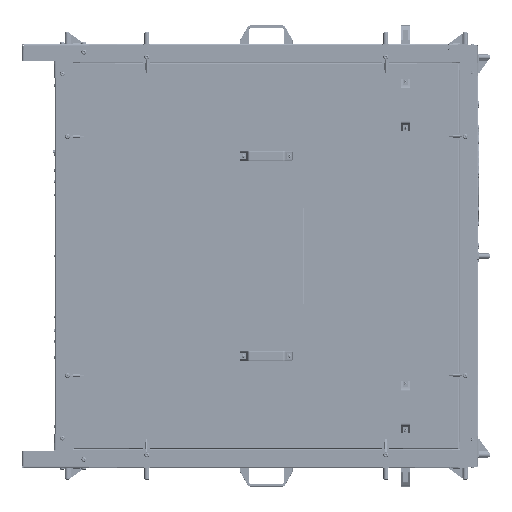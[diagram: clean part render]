
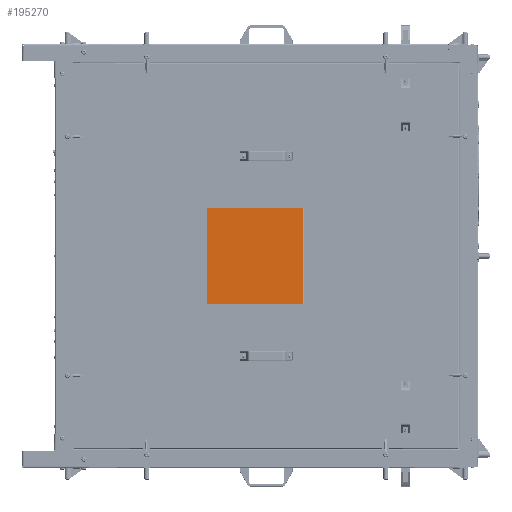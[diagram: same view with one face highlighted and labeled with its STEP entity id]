
A CAD part, left-side view. The second image highlights one B-rep face of the part: STEP entity #195270.
In plain terms, the highlighted planar face has unit normal (-1, 0, 0).
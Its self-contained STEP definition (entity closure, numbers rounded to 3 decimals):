
#8883=PLANE('',#210297);
#19343=FACE_OUTER_BOUND('',#30797,.T.);
#30797=EDGE_LOOP('',(#155563,#155564,#155565,#155566));
#54334=LINE('',#317185,#71298);
#54335=LINE('',#317187,#71299);
#54336=LINE('',#317189,#71300);
#54337=LINE('',#317190,#71301);
#71298=VECTOR('',#251219,10.);
#71299=VECTOR('',#251220,10.);
#71300=VECTOR('',#251221,10.);
#71301=VECTOR('',#251222,10.);
#88142=VERTEX_POINT('',#317183);
#88143=VERTEX_POINT('',#317184);
#88144=VERTEX_POINT('',#317186);
#88145=VERTEX_POINT('',#317188);
#111859=EDGE_CURVE('',#88142,#88143,#54334,.T.);
#111860=EDGE_CURVE('',#88143,#88144,#54335,.T.);
#111861=EDGE_CURVE('',#88144,#88145,#54336,.T.);
#111862=EDGE_CURVE('',#88142,#88145,#54337,.T.);
#155563=ORIENTED_EDGE('',*,*,#111859,.T.);
#155564=ORIENTED_EDGE('',*,*,#111860,.T.);
#155565=ORIENTED_EDGE('',*,*,#111861,.T.);
#155566=ORIENTED_EDGE('',*,*,#111862,.F.);
#195270=ADVANCED_FACE('',(#19343),#8883,.T.);
#210297=AXIS2_PLACEMENT_3D('',#317182,#251217,#251218);
#251217=DIRECTION('center_axis',(-1.,0.,0.));
#251218=DIRECTION('ref_axis',(0.,0.,
-1.));
#251219=DIRECTION('',(0.,-1.,0.));
#251220=DIRECTION('',(0.,0.,1.));
#251221=DIRECTION('',(0.,1.,0.));
#251222=DIRECTION('',(0.,0.,1.));
#317182=CARTESIAN_POINT('Origin',(-682.85,30.45,-0.45));
#317183=CARTESIAN_POINT('',(-682.85,167.95,-136.45));
#317184=CARTESIAN_POINT('',(-682.85,-105.55,-136.45));
#317185=CARTESIAN_POINT('',(-682.85,99.2,-136.45));
#317186=CARTESIAN_POINT('',(-682.85,-105.55,135.55));
#317187=CARTESIAN_POINT('',(-682.85,-105.55,-68.45));
#317188=CARTESIAN_POINT('',(-682.85,167.95,135.55));
#317189=CARTESIAN_POINT('',(-682.85,-37.55,135.55));
#317190=CARTESIAN_POINT('',(-682.85,167.95,-137.95));
